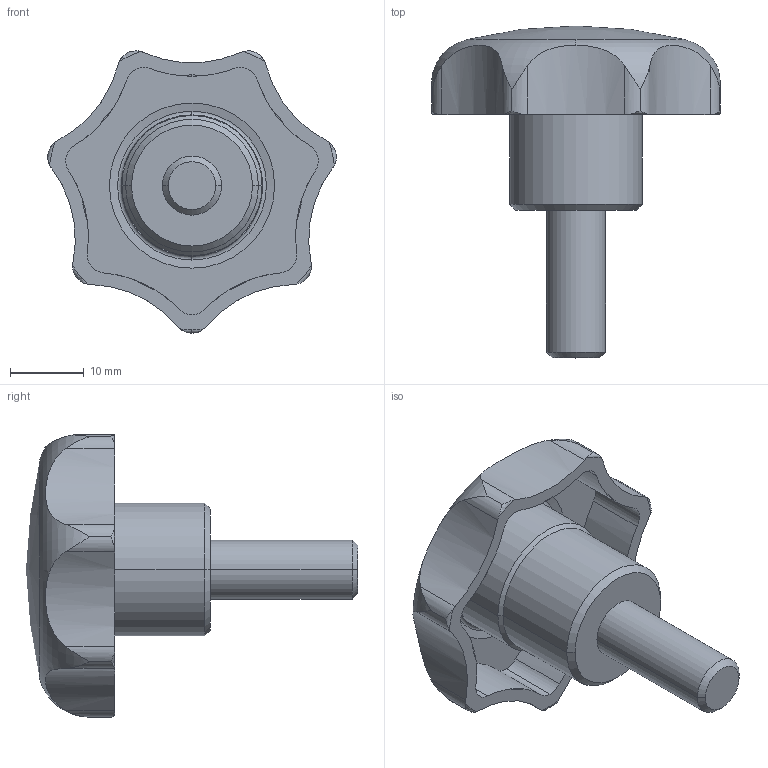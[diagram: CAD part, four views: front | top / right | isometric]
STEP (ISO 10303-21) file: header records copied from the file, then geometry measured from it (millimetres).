
FILE_DESCRIPTION( ( '' ), '1' );
FILE_NAME( 'K0155.4081X20_schwarz.stp', '2012-11-01T10:00:41', ( '' ), ( '' ), ' ', ' ', ' ' );
FILE_SCHEMA( ( 'CONFIG_CONTROL_DESIGN' ) );
Length unit declared in the file: millimetre
Products named in the file (1): 1
Bounding box: 39.12 x 45 x 38.26 mm (x, y, z)
Volume: 10561.2 mm3; surface area: 5711.4 mm2
Topology: 1 solids, 1 shells, 75 faces, 198 edges, 130 vertices
Faces by surface type: cylinder 42, torus 20, cone 6, plane 5, sphere 2
Entity records: 2766 total; most frequent: CARTESIAN_POINT 844, DIRECTION 412, ORIENTED_EDGE 396, EDGE_CURVE 198, AXIS2_PLACEMENT_3D 182, VERTEX_POINT 130, CIRCLE 106, EDGE_LOOP 80
